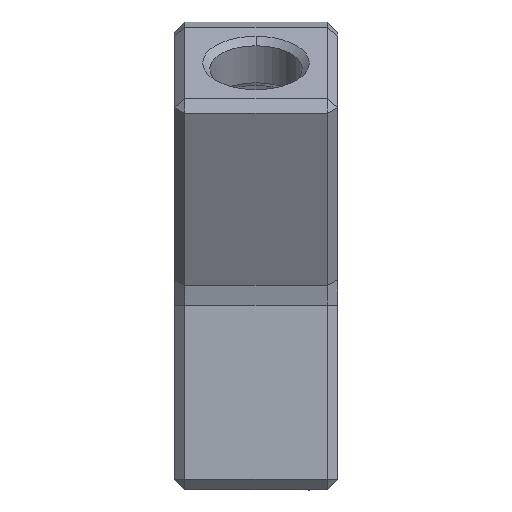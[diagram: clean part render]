
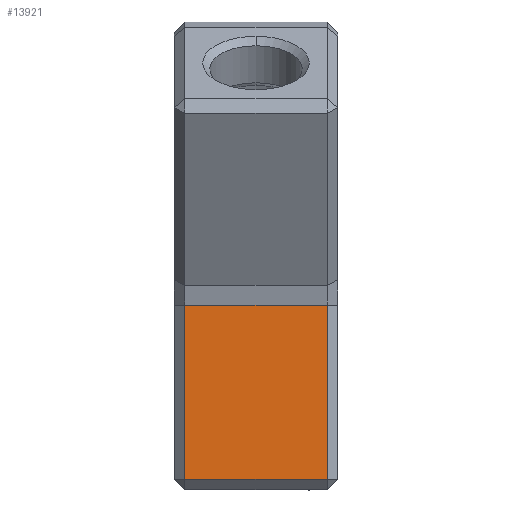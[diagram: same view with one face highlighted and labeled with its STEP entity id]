
A CAD part, left-side view. The second image highlights one B-rep face of the part: STEP entity #13921.
In plain terms, the highlighted planar face has unit normal (-1, 0, 0).
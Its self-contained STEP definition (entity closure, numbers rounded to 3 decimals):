
#3692 = PLANE('',#3693);
#3693 = AXIS2_PLACEMENT_3D('',#3694,#3695,#3696);
#3694 = CARTESIAN_POINT('',(-5.375,5.375,13.737));
#3695 = DIRECTION('',(-0.707,0.707,0.));
#3696 = DIRECTION('',(0.,0.,-1.));
#6433 = VERTEX_POINT('',#6434);
#6434 = CARTESIAN_POINT('',(-5.75,5.,12.987));
#6457 = VERTEX_POINT('',#6458);
#6458 = CARTESIAN_POINT('',(-5.75,5.,0.76));
#6479 = EDGE_CURVE('',#6433,#6457,#6480,.T.);
#6480 = SURFACE_CURVE('',#6481,(#6485,#6492),.PCURVE_S1.);
#6481 = LINE('',#6482,#6483);
#6482 = CARTESIAN_POINT('',(-5.75,5.,13.737));
#6483 = VECTOR('',#6484,1.);
#6484 = DIRECTION('',(0.,0.,-1.));
#6485 = PCURVE('',#3692,#6486);
#6486 = DEFINITIONAL_REPRESENTATION('',(#6487),#6491);
#6487 = LINE('',#6488,#6489);
#6488 = CARTESIAN_POINT('',(0.,0.53));
#6489 = VECTOR('',#6490,1.);
#6490 = DIRECTION('',(1.,0.));
#6491 = ( GEOMETRIC_REPRESENTATION_CONTEXT(2) 
PARAMETRIC_REPRESENTATION_CONTEXT() REPRESENTATION_CONTEXT('2D SPACE',''
  ) );
#6492 = PCURVE('',#6493,#6498);
#6493 = PLANE('',#6494);
#6494 = AXIS2_PLACEMENT_3D('',#6495,#6496,#6497);
#6495 = CARTESIAN_POINT('',(-5.75,0.,6.873));
#6496 = DIRECTION('',(-1.,-0.,-0.));
#6497 = DIRECTION('',(0.,0.,-1.));
#6498 = DEFINITIONAL_REPRESENTATION('',(#6499),#6503);
#6499 = LINE('',#6500,#6501);
#6500 = CARTESIAN_POINT('',(-6.863,-5.));
#6501 = VECTOR('',#6502,1.);
#6502 = DIRECTION('',(1.,0.));
#6503 = ( GEOMETRIC_REPRESENTATION_CONTEXT(2) 
PARAMETRIC_REPRESENTATION_CONTEXT() REPRESENTATION_CONTEXT('2D SPACE',''
  ) );
#6601 = PLANE('',#6602);
#6602 = AXIS2_PLACEMENT_3D('',#6603,#6604,#6605);
#6603 = CARTESIAN_POINT('',(-5.938,0.,13.687));
#6604 = DIRECTION('',(-0.966,-0.,-0.259));
#6605 = DIRECTION('',(0.259,0.,-0.966));
#8332 = PLANE('',#8333);
#8333 = AXIS2_PLACEMENT_3D('',#8334,#8335,#8336);
#8334 = CARTESIAN_POINT('',(-5.375,0.,0.385));
#8335 = DIRECTION('',(-0.707,0.,-0.707));
#8336 = DIRECTION('',(0.707,0.,-0.707)
  );
#8849 = VERTEX_POINT('',#8850);
#8850 = CARTESIAN_POINT('',(-5.75,-5.,12.987));
#8857 = PLANE('',#8858);
#8858 = AXIS2_PLACEMENT_3D('',#8859,#8860,#8861);
#8859 = CARTESIAN_POINT('',(-5.375,-5.375,13.737));
#8860 = DIRECTION('',(-0.707,-0.707,0.));
#8861 = DIRECTION('',(0.,0.,1.));
#8910 = VERTEX_POINT('',#8911);
#8911 = CARTESIAN_POINT('',(-5.75,-5.,0.76));
#8937 = EDGE_CURVE('',#8849,#8910,#8938,.T.);
#8938 = SURFACE_CURVE('',#8939,(#8943,#8950),.PCURVE_S1.);
#8939 = LINE('',#8940,#8941);
#8940 = CARTESIAN_POINT('',(-5.75,-5.,13.737));
#8941 = VECTOR('',#8942,1.);
#8942 = DIRECTION('',(0.,0.,-1.));
#8943 = PCURVE('',#8857,#8944);
#8944 = DEFINITIONAL_REPRESENTATION('',(#8945),#8949);
#8945 = LINE('',#8946,#8947);
#8946 = CARTESIAN_POINT('',(0.,0.53));
#8947 = VECTOR('',#8948,1.);
#8948 = DIRECTION('',(-1.,0.));
#8949 = ( GEOMETRIC_REPRESENTATION_CONTEXT(2) 
PARAMETRIC_REPRESENTATION_CONTEXT() REPRESENTATION_CONTEXT('2D SPACE',''
  ) );
#8950 = PCURVE('',#6493,#8951);
#8951 = DEFINITIONAL_REPRESENTATION('',(#8952),#8956);
#8952 = LINE('',#8953,#8954);
#8953 = CARTESIAN_POINT('',(-6.863,5.));
#8954 = VECTOR('',#8955,1.);
#8955 = DIRECTION('',(1.,0.));
#8956 = ( GEOMETRIC_REPRESENTATION_CONTEXT(2) 
PARAMETRIC_REPRESENTATION_CONTEXT() REPRESENTATION_CONTEXT('2D SPACE',''
  ) );
#13921 = ADVANCED_FACE('',(#13922),#6493,.T.);
#13922 = FACE_BOUND('',#13923,.T.);
#13923 = EDGE_LOOP('',(#13924,#13925,#13946,#13947));
#13924 = ORIENTED_EDGE('',*,*,#6479,.T.);
#13925 = ORIENTED_EDGE('',*,*,#13926,.F.);
#13926 = EDGE_CURVE('',#8910,#6457,#13927,.T.);
#13927 = SURFACE_CURVE('',#13928,(#13932,#13939),.PCURVE_S1.);
#13928 = LINE('',#13929,#13930);
#13929 = CARTESIAN_POINT('',(-5.75,0.,0.76));
#13930 = VECTOR('',#13931,1.);
#13931 = DIRECTION('',(0.,1.,0.));
#13932 = PCURVE('',#6493,#13933);
#13933 = DEFINITIONAL_REPRESENTATION('',(#13934),#13938);
#13934 = LINE('',#13935,#13936);
#13935 = CARTESIAN_POINT('',(6.113,0.));
#13936 = VECTOR('',#13937,1.);
#13937 = DIRECTION('',(0.,-1.));
#13938 = ( GEOMETRIC_REPRESENTATION_CONTEXT(2) 
PARAMETRIC_REPRESENTATION_CONTEXT() REPRESENTATION_CONTEXT('2D SPACE',''
  ) );
#13939 = PCURVE('',#8332,#13940);
#13940 = DEFINITIONAL_REPRESENTATION('',(#13941),#13945);
#13941 = LINE('',#13942,#13943);
#13942 = CARTESIAN_POINT('',(-0.53,0.));
#13943 = VECTOR('',#13944,1.);
#13944 = DIRECTION('',(0.,-1.));
#13945 = ( GEOMETRIC_REPRESENTATION_CONTEXT(2) 
PARAMETRIC_REPRESENTATION_CONTEXT() REPRESENTATION_CONTEXT('2D SPACE',''
  ) );
#13946 = ORIENTED_EDGE('',*,*,#8937,.F.);
#13947 = ORIENTED_EDGE('',*,*,#13948,.F.);
#13948 = EDGE_CURVE('',#6433,#8849,#13949,.T.);
#13949 = SURFACE_CURVE('',#13950,(#13954,#13961),.PCURVE_S1.);
#13950 = LINE('',#13951,#13952);
#13951 = CARTESIAN_POINT('',(-5.75,0.,12.987));
#13952 = VECTOR('',#13953,1.);
#13953 = DIRECTION('',(-0.,-1.,0.));
#13954 = PCURVE('',#6493,#13955);
#13955 = DEFINITIONAL_REPRESENTATION('',(#13956),#13960);
#13956 = LINE('',#13957,#13958);
#13957 = CARTESIAN_POINT('',(-6.113,0.));
#13958 = VECTOR('',#13959,1.);
#13959 = DIRECTION('',(0.,1.));
#13960 = ( GEOMETRIC_REPRESENTATION_CONTEXT(2) 
PARAMETRIC_REPRESENTATION_CONTEXT() REPRESENTATION_CONTEXT('2D SPACE',''
  ) );
#13961 = PCURVE('',#6601,#13962);
#13962 = DEFINITIONAL_REPRESENTATION('',(#13963),#13967);
#13963 = LINE('',#13964,#13965);
#13964 = CARTESIAN_POINT('',(0.724,0.));
#13965 = VECTOR('',#13966,1.);
#13966 = DIRECTION('',(0.,1.));
#13967 = ( GEOMETRIC_REPRESENTATION_CONTEXT(2) 
PARAMETRIC_REPRESENTATION_CONTEXT() REPRESENTATION_CONTEXT('2D SPACE',''
  ) );
